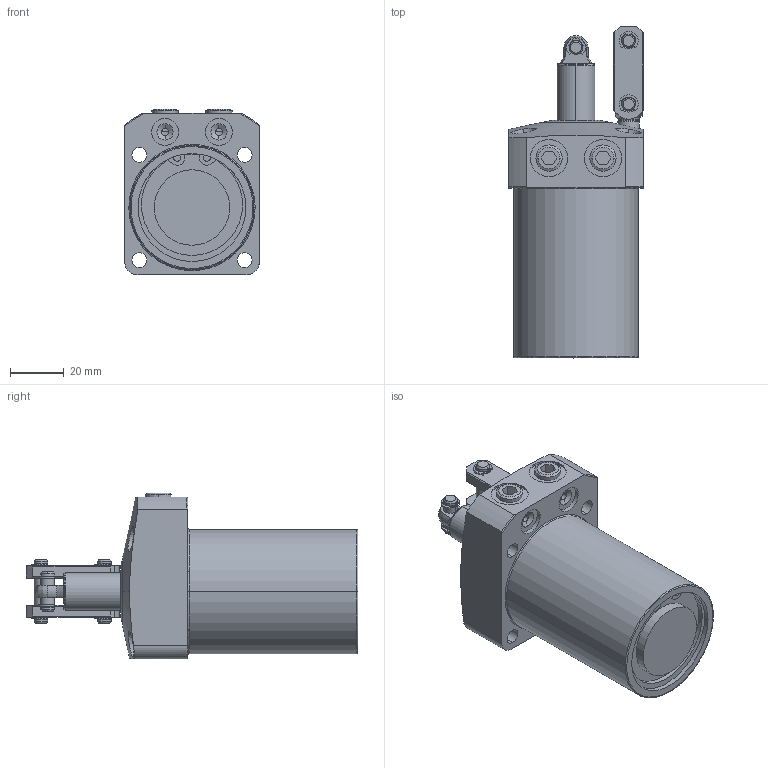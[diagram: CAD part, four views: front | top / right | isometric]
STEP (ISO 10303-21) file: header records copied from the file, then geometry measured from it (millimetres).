
FILE_DESCRIPTION (( 'STEP AP203' ), '1' );
FILE_NAME ('WCE1001-2GR.STEP', '2019-10-14T07:10:19', ( '微软用户' ), ( '微软中国' ), 'SwSTEP 2.0', 'SolidWorks 2012', '' );
FILE_SCHEMA (( 'CONFIG_CONTROL_DESIGN' ));
Length unit declared in the file: millimetre
Products named in the file (9): WCE1001-2GR; Rネジ1_8; ETW-3; WCA0320_嵋裡葨凰_4WC100025-00; LM0360_诉輥E2_4L60308-00; LM0360_诉輥E1_4L60307-00; WCE1000_咂衝椳紕_; WCE1000_菛巍催獉; WCE1000_槭暌溞
Assembly tree (16 placements, depth 2):
  WCE1001-2GR
    WCE1000_槭暌溞
    WCE1000_菛巍催獉
    WCE1000_咂衝椳紕_
    LM0360_诉輥E1_4L60307-00
    LM0360_诉輥E2_4L60308-00  x2
    WCA0320_嵋裡葨凰_4WC100025-00  x2
    ETW-3  x6
    Rネジ1_8  x2
Bounding box: 50 x 123 x 61.5 mm (x, y, z)
Volume: 169724.7 mm3; surface area: 32373.7 mm2
Topology: 16 solids, 17 shells, 521 faces, 1263 edges, 803 vertices
Faces by surface type: cylinder 228, plane 152, cone 78, bspline 63
Entity records: 12839 total; most frequent: CARTESIAN_POINT 4185, DIRECTION 1639, ORIENTED_EDGE 1530, EDGE_CURVE 765, AXIS2_PLACEMENT_3D 672, VERTEX_POINT 481, CIRCLE 376, EDGE_LOOP 370
